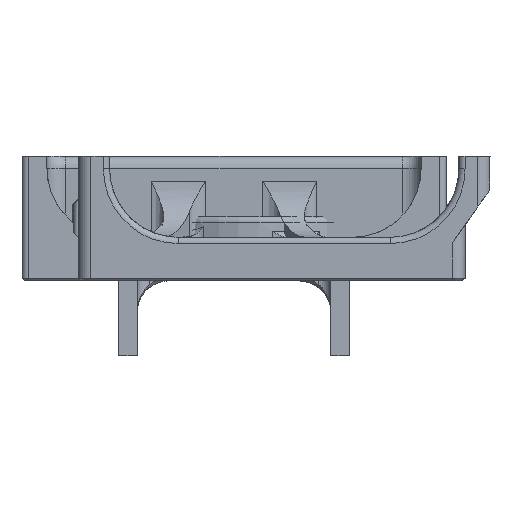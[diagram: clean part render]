
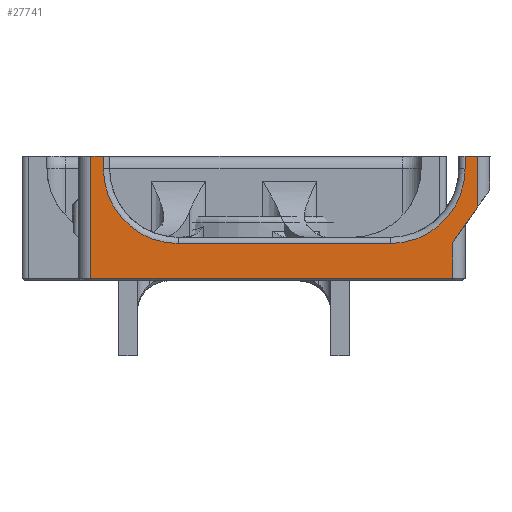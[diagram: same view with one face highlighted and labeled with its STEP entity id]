
A CAD part, left-side view. The second image highlights one B-rep face of the part: STEP entity #27741.
In plain terms, the highlighted planar face has unit normal (-1, 0, 0).
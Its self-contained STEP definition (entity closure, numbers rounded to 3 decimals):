
#1647=FACE_OUTER_BOUND('',#3329,.T.);
#3329=EDGE_LOOP('',(#19207,#19208,#19209,#19210,#19211,#19212,#19213,#19214,
#19215,#19216,#19217,#19218));
#5280=LINE('',#42394,#7971);
#5281=LINE('',#42396,#7972);
#5282=LINE('',#42398,#7973);
#5283=LINE('',#42400,#7974);
#5284=LINE('',#42402,#7975);
#5285=LINE('',#42404,#7976);
#5286=LINE('',#42408,#7977);
#5287=LINE('',#42412,#7978);
#5288=LINE('',#42414,#7979);
#5289=LINE('',#42415,#7980);
#7971=VECTOR('',#33371,10.);
#7972=VECTOR('',#33372,10.);
#7973=VECTOR('',#33373,10.);
#7974=VECTOR('',#33374,10.);
#7975=VECTOR('',#33375,10.);
#7976=VECTOR('',#33376,10.);
#7977=VECTOR('',#33379,10.);
#7978=VECTOR('',#33382,10.);
#7979=VECTOR('',#33383,10.);
#7980=VECTOR('',#33384,10.);
#10435=CIRCLE('',#29676,12.);
#10436=CIRCLE('',#29677,12.);
#11867=VERTEX_POINT('',#42392);
#11868=VERTEX_POINT('',#42393);
#11869=VERTEX_POINT('',#42395);
#11870=VERTEX_POINT('',#42397);
#11871=VERTEX_POINT('',#42399);
#11872=VERTEX_POINT('',#42401);
#11873=VERTEX_POINT('',#42403);
#11874=VERTEX_POINT('',#42405);
#11875=VERTEX_POINT('',#42407);
#11876=VERTEX_POINT('',#42409);
#11877=VERTEX_POINT('',#42411);
#11878=VERTEX_POINT('',#42413);
#14618=EDGE_CURVE('',#11867,#11868,#5280,.T.);
#14619=EDGE_CURVE('',#11867,#11869,#5281,.T.);
#14620=EDGE_CURVE('',#11870,#11869,#5282,.T.);
#14621=EDGE_CURVE('',#11870,#11871,#5283,.T.);
#14622=EDGE_CURVE('',#11872,#11871,#5284,.T.);
#14623=EDGE_CURVE('',#11872,#11873,#5285,.T.);
#14624=EDGE_CURVE('',#11873,#11874,#10435,.T.);
#14625=EDGE_CURVE('',#11874,#11875,#5286,.T.);
#14626=EDGE_CURVE('',#11875,#11876,#10436,.T.);
#14627=EDGE_CURVE('',#11876,#11877,#5287,.T.);
#14628=EDGE_CURVE('',#11878,#11877,#5288,.T.);
#14629=EDGE_CURVE('',#11878,#11868,#5289,.T.);
#19207=ORIENTED_EDGE('',*,*,#14618,.F.);
#19208=ORIENTED_EDGE('',*,*,#14619,.T.);
#19209=ORIENTED_EDGE('',*,*,#14620,.F.);
#19210=ORIENTED_EDGE('',*,*,#14621,.T.);
#19211=ORIENTED_EDGE('',*,*,#14622,.F.);
#19212=ORIENTED_EDGE('',*,*,#14623,.T.);
#19213=ORIENTED_EDGE('',*,*,#14624,.T.);
#19214=ORIENTED_EDGE('',*,*,#14625,.T.);
#19215=ORIENTED_EDGE('',*,*,#14626,.T.);
#19216=ORIENTED_EDGE('',*,*,#14627,.T.);
#19217=ORIENTED_EDGE('',*,*,#14628,.F.);
#19218=ORIENTED_EDGE('',*,*,#14629,.T.);
#26888=PLANE('',#29675);
#27741=ADVANCED_FACE('',(#1647),#26888,.F.);
#29675=AXIS2_PLACEMENT_3D('',#42391,#33369,#33370);
#29676=AXIS2_PLACEMENT_3D('',#42406,#33377,#33378);
#29677=AXIS2_PLACEMENT_3D('',#42410,#33380,#33381);
#33369=DIRECTION('center_axis',(1.,0.,0.));
#33370=DIRECTION('ref_axis',(0.,-1.,0.));
#33371=DIRECTION('',(0.,1.,0.));
#33372=DIRECTION('',(0.,0.,1.));
#33373=DIRECTION('',(0.,0.574,-0.819));
#33374=DIRECTION('',(0.,0.,1.));
#33375=DIRECTION('',(0.,-1.,0.));
#33376=DIRECTION('',(0.,0.,-1.));
#33377=DIRECTION('center_axis',(1.,0.,0.));
#33378=DIRECTION('ref_axis',(0.,-0.707,-0.707));
#33379=DIRECTION('',(0.,1.,0.));
#33380=DIRECTION('center_axis',(1.,0.,0.));
#33381=DIRECTION('ref_axis',(0.,0.707,-0.707));
#33382=DIRECTION('',(0.,0.,1.));
#33383=DIRECTION('',(0.,-1.,0.));
#33384=DIRECTION('',(0.,0.,-1.));
#42391=CARTESIAN_POINT('Origin',(-87.5,24.955,17.));
#42392=CARTESIAN_POINT('',(-87.5,-35.045,-2.6));
#42393=CARTESIAN_POINT('',(-87.5,22.955,-2.6));
#42394=CARTESIAN_POINT('',(-87.5,8.455,-2.6));
#42395=CARTESIAN_POINT('',(-87.5,-35.045,3.144));
#42396=CARTESIAN_POINT('',(-87.5,-35.045,11.5));
#42397=CARTESIAN_POINT('',(-87.5,-39.045,8.856));
#42398=CARTESIAN_POINT('',(-87.5,-31.43,-2.018));
#42399=CARTESIAN_POINT('',(-87.5,-39.045,17.));
#42400=CARTESIAN_POINT('',(-87.5,-39.045,17.));
#42401=CARTESIAN_POINT('',(-87.5,-37.045,17.));
#42402=CARTESIAN_POINT('',(-87.5,-37.045,17.));
#42403=CARTESIAN_POINT('',(-87.5,-37.045,15.));
#42404=CARTESIAN_POINT('',(-87.5,-37.045,17.));
#42405=CARTESIAN_POINT('',(-87.5,-25.045,3.));
#42406=CARTESIAN_POINT('Origin',(-87.5,-25.045,15.));
#42407=CARTESIAN_POINT('',(-87.5,8.955,3.));
#42408=CARTESIAN_POINT('',(-87.5,16.955,3.));
#42409=CARTESIAN_POINT('',(-87.5,20.955,15.));
#42410=CARTESIAN_POINT('Origin',(-87.5,8.955,15.));
#42411=CARTESIAN_POINT('',(-87.5,20.955,17.));
#42412=CARTESIAN_POINT('',(-87.5,20.955,18.5));
#42413=CARTESIAN_POINT('',(-87.5,22.955,17.));
#42414=CARTESIAN_POINT('',(-87.5,26.955,17.));
#42415=CARTESIAN_POINT('',(-87.5,22.955,17.));
